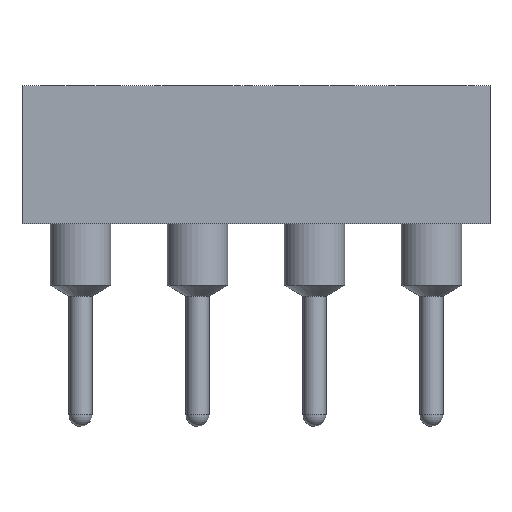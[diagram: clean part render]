
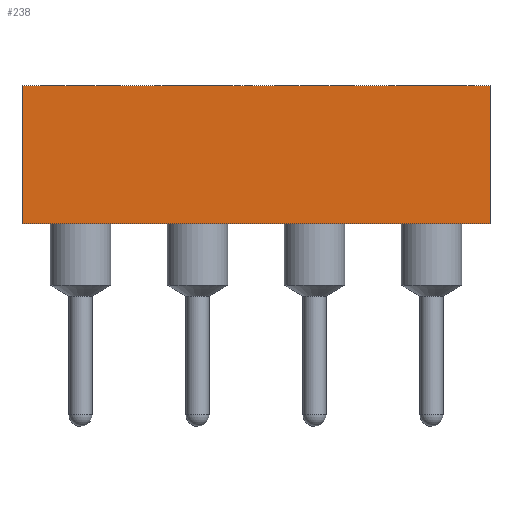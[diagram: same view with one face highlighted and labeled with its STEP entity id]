
A CAD part, front view. The second image highlights one B-rep face of the part: STEP entity #238.
In plain terms, the highlighted planar face has unit normal (0, -1, 0).
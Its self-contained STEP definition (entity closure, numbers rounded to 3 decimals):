
#238=ADVANCED_FACE('',(#1156),#1158,.T.);
#1156=FACE_BOUND('',#1157,.T.);
#1157=EDGE_LOOP('',(#1974,#1975,#1976,#1977));
#1158=PLANE('',#1159);
#1159=AXIS2_PLACEMENT_3D('',#1160,#1161,#1162);
#1160=CARTESIAN_POINT('',(-1.27,-1.27,1.4));
#1161=DIRECTION('',(0.,-1.,0.));
#1162=DIRECTION('',(1.,0.,0.));
#1974=ORIENTED_EDGE('',*,*,#2199,.T.);
#1975=ORIENTED_EDGE('',*,*,#2198,.T.);
#1976=ORIENTED_EDGE('',*,*,#2191,.F.);
#1977=ORIENTED_EDGE('',*,*,#2189,.F.);
#2189=EDGE_CURVE('',#2374,#2376,#2377,.T.);
#2191=EDGE_CURVE('',#2376,#2379,#2380,.T.);
#2198=EDGE_CURVE('',#2390,#2379,#2392,.T.);
#2199=EDGE_CURVE('',#2374,#2390,#2393,.T.);
#2374=VERTEX_POINT('',#2750);
#2376=VERTEX_POINT('',#2754);
#2377=LINE('',#2755,#2756);
#2379=VERTEX_POINT('',#2761);
#2380=LINE('',#2762,#2763);
#2390=VERTEX_POINT('',#2788);
#2392=LINE('',#2792,#2793);
#2393=LINE('',#2795,#2796);
#2750=CARTESIAN_POINT('',(-1.27,-1.27,1.4));
#2754=CARTESIAN_POINT('',(-1.27,-1.27,4.4));
#2755=CARTESIAN_POINT('',(-1.27,-1.27,1.4));
#2756=VECTOR('',#2757,1.);
#2757=DIRECTION('',(0.,0.,1.));
#2761=CARTESIAN_POINT('',(8.89,-1.27,4.4));
#2762=CARTESIAN_POINT('',(-1.27,-1.27,4.4));
#2763=VECTOR('',#2764,1.);
#2764=DIRECTION('',(1.,0.,0.));
#2788=CARTESIAN_POINT('',(8.89,-1.27,1.4));
#2792=CARTESIAN_POINT('',(8.89,-1.27,1.4));
#2793=VECTOR('',#2794,1.);
#2794=DIRECTION('',(0.,0.,1.));
#2795=CARTESIAN_POINT('',(-1.27,-1.27,1.4));
#2796=VECTOR('',#2797,1.);
#2797=DIRECTION('',(1.,0.,0.));
